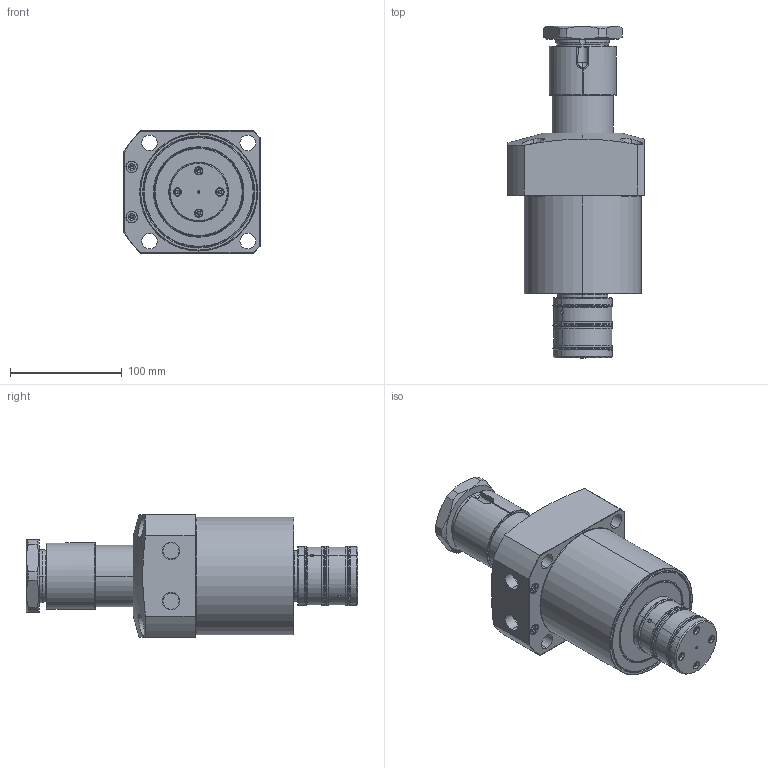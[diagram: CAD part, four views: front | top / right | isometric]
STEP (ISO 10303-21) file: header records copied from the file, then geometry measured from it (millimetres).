
FILE_DESCRIPTION (( 'STEP AP203' ), '1' );
FILE_NAME ('LHA1050-SRM.STEP', '2018-12-15T06:03:19', ( '微软用户' ), ( '微软中国' ), 'SwSTEP 2.0', 'SolidWorks 2012', '' );
FILE_SCHEMA (( 'CONFIG_CONTROL_DESIGN' ));
Length unit declared in the file: millimetre
Products named in the file (9): LHA1050-咂衝椳紕_蹬怮椔); LHA1050-槭暌滀S(蹬怮椔); LHA1050-ů_; LHA1050-簸忣諍匏_; LHA1050-D菛巍; LHA1050-玅帡椔溹; 6妏寠晅无倌_M4(50); LHA1050-SRM; LHA1050-楓羔筳
Assembly tree (11 placements, depth 2):
  LHA1050-SRM
    LHA1050-槭暌滀S(蹬怮椔)
    LHA1050-咂衝椳紕_蹬怮椔)
    LHA1050-楓羔筳
    LHA1050-ů_
    LHA1050-簸忣諍匏_
    LHA1050-D菛巍
    LHA1050-玅帡椔溹
    6妏寠晅无倌_M4(50)  x4
Bounding box: 122 x 297.5 x 110 mm (x, y, z)
Volume: 1797569.4 mm3; surface area: 177149.7 mm2
Topology: 14 solids, 14 shells, 481 faces, 1030 edges, 605 vertices
Faces by surface type: plane 153, cylinder 151, cone 105, torus 70, sphere 2
Entity records: 13013 total; most frequent: CARTESIAN_POINT 3150, DIRECTION 2010, ORIENTED_EDGE 1728, EDGE_CURVE 864, AXIS2_PLACEMENT_3D 862, VERTEX_POINT 530, CIRCLE 460, EDGE_LOOP 456
